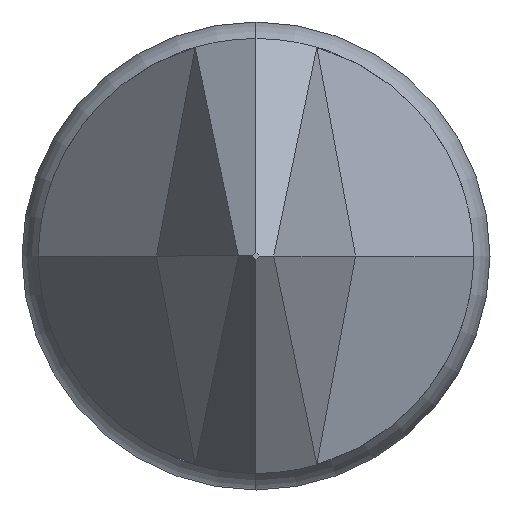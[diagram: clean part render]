
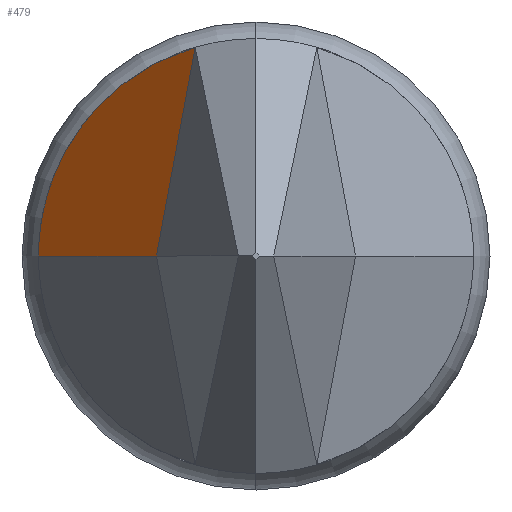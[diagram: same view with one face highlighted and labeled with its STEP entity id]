
A CAD part, left-side view. The second image highlights one B-rep face of the part: STEP entity #479.
In plain terms, the highlighted planar face has unit normal (-0.602, 0.771, 0.208).
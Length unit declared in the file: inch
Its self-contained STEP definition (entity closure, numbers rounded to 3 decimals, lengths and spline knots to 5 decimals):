
#95 = VECTOR ( 'NONE', #1537, 39.37008 ) ;
#206 = VERTEX_POINT ( 'NONE', #1738 ) ;
#223 = VERTEX_POINT ( 'NONE', #1425 ) ;
#300 = PLANE ( 'NONE',  #829 ) ;
#336 = CARTESIAN_POINT ( 'NONE',  ( -0.436, 0.01144, 0. ) ) ;
#346 = DIRECTION ( 'NONE',  ( 0.602, -0.771, -0.208 ) ) ;
#353 = DIRECTION ( 'NONE',  ( 0.788, 0.616, 0. ) ) ;
#359 = ORIENTED_EDGE ( 'NONE', *, *, #421, .F. ) ;
#385 =( BOUNDED_CURVE ( )  B_SPLINE_CURVE ( 3, ( #1370, #1366, #1413, #1417 ),
 .UNSPECIFIED., .F., .F. ) 
 B_SPLINE_CURVE_WITH_KNOTS ( ( 4, 4 ),
 ( 5.25938, 6.54665 ),
 .UNSPECIFIED. ) 
 CURVE ( )  GEOMETRIC_REPRESENTATION_ITEM ( )  RATIONAL_B_SPLINE_CURVE ( ( 1., 0.867, 0.867, 1. ) ) 
 REPRESENTATION_ITEM ( '' )  );
#390 = ORIENTED_EDGE ( 'NONE', *, *, #426, .F. ) ;
#400 = ORIENTED_EDGE ( 'NONE', *, *, #1731, .T. ) ;
#419 = LINE ( 'NONE', #1577, #1742 ) ;
#421 = EDGE_CURVE ( 'NONE', #223, #1267, #419, .T. ) ;
#426 = EDGE_CURVE ( 'NONE', #1267, #206, #904, .T. ) ;
#479 = ADVANCED_FACE ( 'NONE', ( #804 ), #300, .F. ) ;
#706 = EDGE_LOOP ( 'NONE', ( #400, #390, #359 ) ) ;
#804 = FACE_OUTER_BOUND ( 'NONE', #706, .T. ) ;
#829 = AXIS2_PLACEMENT_3D ( 'NONE', #336, #346, #353 ) ;
#860 = CARTESIAN_POINT ( 'NONE',  ( -0.436, 0.01144, 0. ) ) ;
#904 = LINE ( 'NONE', #1664, #95 ) ;
#1267 = VERTEX_POINT ( 'NONE', #860 ) ;
#1366 = CARTESIAN_POINT ( 'NONE',  ( -0.42034, 0.01807, 0.02077 ) ) ;
#1370 = CARTESIAN_POINT ( 'NONE',  ( -0.43341, 0.00699, 0.024 ) ) ;
#1413 = CARTESIAN_POINT ( 'NONE',  ( -0.41466, 0.025, 0.01154 ) ) ;
#1417 = CARTESIAN_POINT ( 'NONE',  ( -0.41865, 0.025, 0. ) ) ;
#1425 = CARTESIAN_POINT ( 'NONE',  ( -0.43341, 0.00699, 0.024 ) ) ;
#1537 = DIRECTION ( 'NONE',  ( 0.788, 0.616, 0. ) ) ;
#1554 = DIRECTION ( 'NONE',  ( -0.106, 0.181, -0.978 ) ) ;
#1577 = CARTESIAN_POINT ( 'NONE',  ( -0.436, 0.01144, 0. ) ) ;
#1664 = CARTESIAN_POINT ( 'NONE',  ( -0.436, 0.01144, 0. ) ) ;
#1731 = EDGE_CURVE ( 'NONE', #223, #206, #385, .T. ) ;
#1738 = CARTESIAN_POINT ( 'NONE',  ( -0.41865, 0.025, 0. ) ) ;
#1742 = VECTOR ( 'NONE', #1554, 39.37008 ) ;
